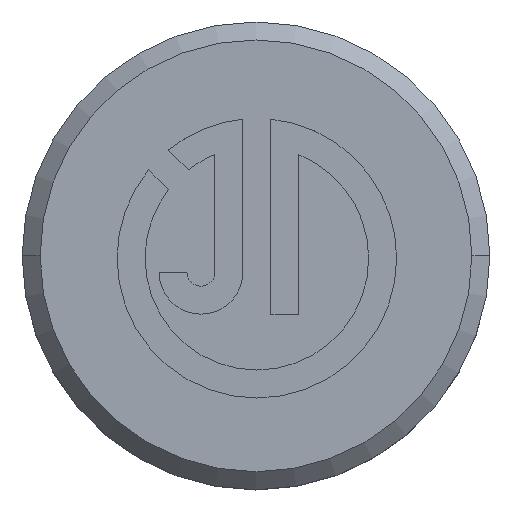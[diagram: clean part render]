
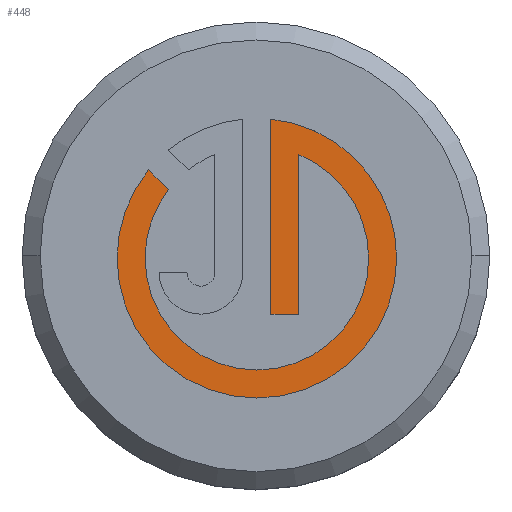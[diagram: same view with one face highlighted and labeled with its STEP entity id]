
A CAD part, top view. The second image highlights one B-rep face of the part: STEP entity #448.
In plain terms, the highlighted planar face has unit normal (0, 0, 1).
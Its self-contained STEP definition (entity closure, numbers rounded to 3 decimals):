
#1 = CARTESIAN_POINT ( 'NONE',  ( -3.86, -0.066, 69.9 ) ) ;
#25 = ORIENTED_EDGE ( 'NONE', *, *, #1772, .T. ) ;
#35 = CARTESIAN_POINT ( 'NONE',  ( 3.909, -0.066, 69.9 ) ) ;
#58 = AXIS2_PLACEMENT_3D ( 'NONE', #456, #1596, #621 ) ;
#81 = CARTESIAN_POINT ( 'NONE',  ( -2.431, 1.839, 69.9 ) ) ;
#115 = VERTEX_POINT ( 'NONE', #196 ) ;
#131 = VECTOR ( 'NONE', #903, 1000. ) ;
#170 = LINE ( 'NONE', #1930, #993 ) ;
#192 = AXIS2_PLACEMENT_3D ( 'NONE', #1528, #562, #1706 ) ;
#196 = CARTESIAN_POINT ( 'NONE',  ( -2.431, 1.839, 69.9 ) ) ;
#272 = CIRCLE ( 'NONE', #283, 3.885 ) ;
#283 = AXIS2_PLACEMENT_3D ( 'NONE', #303, #1433, #461 ) ;
#303 = CARTESIAN_POINT ( 'NONE',  ( 0.025, -0.066, 69.9 ) ) ;
#304 = VERTEX_POINT ( 'NONE', #35 ) ;
#309 = EDGE_CURVE ( 'NONE', #2078, #1171, #1006, .T. ) ;
#417 = ORIENTED_EDGE ( 'NONE', *, *, #1026, .T. ) ;
#428 = ORIENTED_EDGE ( 'NONE', *, *, #309, .T. ) ;
#448 = ADVANCED_FACE ( 'NONE', ( #749 ), #1437, .T. ) ;
#456 = CARTESIAN_POINT ( 'NONE',  ( 0.025, -0.066, 69.9 ) ) ;
#461 = DIRECTION ( 'NONE',  ( 1., 0., 0. ) ) ;
#463 = LINE ( 'NONE', #81, #1716 ) ;
#475 = EDGE_LOOP ( 'NONE', ( #1067, #1602, #417, #25, #428, #1213, #1064, #1760, #654, #1954 ) ) ;
#481 = EDGE_CURVE ( 'NONE', #1439, #878, #1494, .T. ) ;
#562 = DIRECTION ( 'NONE',  ( 0., 0., -1. ) ) ;
#564 = LINE ( 'NONE', #1369, #131 ) ;
#621 = DIRECTION ( 'NONE',  ( -1., 0., 0. ) ) ;
#624 = DIRECTION ( 'NONE',  ( 1., 0., 0. ) ) ;
#654 = ORIENTED_EDGE ( 'NONE', *, *, #1739, .T. ) ;
#726 = DIRECTION ( 'NONE',  ( 0., 0., -1. ) ) ;
#749 = FACE_OUTER_BOUND ( 'NONE', #475, .T. ) ;
#750 = DIRECTION ( 'NONE',  ( 0., 1., 0. ) ) ;
#755 = EDGE_CURVE ( 'NONE', #1171, #304, #2081, .T. ) ;
#774 = CARTESIAN_POINT ( 'NONE',  ( 1.19, 0., 69.9 ) ) ;
#788 = CIRCLE ( 'NONE', #2089, 3.108 ) ;
#805 = DIRECTION ( 'NONE',  ( 0., 0., 1. ) ) ;
#826 = VERTEX_POINT ( 'NONE', #1897 ) ;
#878 = VERTEX_POINT ( 'NONE', #1549 ) ;
#903 = DIRECTION ( 'NONE',  ( 1., 0., 0. ) ) ;
#917 = CARTESIAN_POINT ( 'NONE',  ( 0.025, -0.066, 69.9 ) ) ;
#993 = VECTOR ( 'NONE', #1777, 1000. ) ;
#1000 = VERTEX_POINT ( 'NONE', #1100 ) ;
#1006 = CIRCLE ( 'NONE', #1765, 3.885 ) ;
#1026 = EDGE_CURVE ( 'NONE', #1146, #115, #1569, .T. ) ;
#1047 = EDGE_CURVE ( 'NONE', #304, #1000, #272, .T. ) ;
#1064 = ORIENTED_EDGE ( 'NONE', *, *, #1047, .T. ) ;
#1067 = ORIENTED_EDGE ( 'NONE', *, *, #1617, .T. ) ;
#1074 = DIRECTION ( 'NONE',  ( 1., 0., 0. ) ) ;
#1077 = EDGE_CURVE ( 'NONE', #1000, #1663, #170, .T. ) ;
#1100 = CARTESIAN_POINT ( 'NONE',  ( 0.413, 3.799, 69.9 ) ) ;
#1146 = VERTEX_POINT ( 'NONE', #1948 ) ;
#1171 = VERTEX_POINT ( 'NONE', #1 ) ;
#1213 = ORIENTED_EDGE ( 'NONE', *, *, #755, .T. ) ;
#1278 = CARTESIAN_POINT ( 'NONE',  ( 0., 0., 69.9 ) ) ;
#1369 = CARTESIAN_POINT ( 'NONE',  ( 0., -1.62, 69.9 ) ) ;
#1377 = CARTESIAN_POINT ( 'NONE',  ( 1.19, -1.62, 69.9 ) ) ;
#1380 = AXIS2_PLACEMENT_3D ( 'NONE', #1278, #805, #624 ) ;
#1433 = DIRECTION ( 'NONE',  ( 0., 0., 1. ) ) ;
#1437 = PLANE ( 'NONE',  #1380 ) ;
#1439 = VERTEX_POINT ( 'NONE', #1377 ) ;
#1494 = LINE ( 'NONE', #774, #1889 ) ;
#1528 = CARTESIAN_POINT ( 'NONE',  ( 0.025, -0.066, 69.9 ) ) ;
#1547 = DIRECTION ( 'NONE',  ( -0.707, 0.707, 0. ) ) ;
#1549 = CARTESIAN_POINT ( 'NONE',  ( 1.19, 2.815, 69.9 ) ) ;
#1569 = CIRCLE ( 'NONE', #58, 3.108 ) ;
#1596 = DIRECTION ( 'NONE',  ( 0., 0., -1. ) ) ;
#1602 = ORIENTED_EDGE ( 'NONE', *, *, #1643, .T. ) ;
#1617 = EDGE_CURVE ( 'NONE', #878, #826, #788, .T. ) ;
#1643 = EDGE_CURVE ( 'NONE', #826, #1146, #2014, .T. ) ;
#1663 = VERTEX_POINT ( 'NONE', #1867 ) ;
#1698 = CARTESIAN_POINT ( 'NONE',  ( 0.025, -0.066, 69.9 ) ) ;
#1706 = DIRECTION ( 'NONE',  ( -1., 0., 0. ) ) ;
#1716 = VECTOR ( 'NONE', #1547, 1000. ) ;
#1739 = EDGE_CURVE ( 'NONE', #1663, #1439, #564, .T. ) ;
#1760 = ORIENTED_EDGE ( 'NONE', *, *, #1077, .T. ) ;
#1765 = AXIS2_PLACEMENT_3D ( 'NONE', #2048, #2039, #2031 ) ;
#1772 = EDGE_CURVE ( 'NONE', #115, #2078, #463, .T. ) ;
#1777 = DIRECTION ( 'NONE',  ( 0., -1., 0. ) ) ;
#1787 = AXIS2_PLACEMENT_3D ( 'NONE', #917, #2042, #1074 ) ;
#1818 = CARTESIAN_POINT ( 'NONE',  ( -2.983, 2.392, 69.9 ) ) ;
#1861 = DIRECTION ( 'NONE',  ( -1., 0., 0. ) ) ;
#1867 = CARTESIAN_POINT ( 'NONE',  ( 0.413, -1.62, 69.9 ) ) ;
#1889 = VECTOR ( 'NONE', #750, 1000. ) ;
#1897 = CARTESIAN_POINT ( 'NONE',  ( 3.132, -0.066, 69.9 ) ) ;
#1930 = CARTESIAN_POINT ( 'NONE',  ( 0.413, 0., 69.9 ) ) ;
#1948 = CARTESIAN_POINT ( 'NONE',  ( -3.083, -0.066, 69.9 ) ) ;
#1954 = ORIENTED_EDGE ( 'NONE', *, *, #481, .T. ) ;
#2014 = CIRCLE ( 'NONE', #192, 3.108 ) ;
#2031 = DIRECTION ( 'NONE',  ( 1., 0., 0. ) ) ;
#2039 = DIRECTION ( 'NONE',  ( 0., 0., 1. ) ) ;
#2042 = DIRECTION ( 'NONE',  ( 0., 0., 1. ) ) ;
#2048 = CARTESIAN_POINT ( 'NONE',  ( 0.025, -0.066, 69.9 ) ) ;
#2078 = VERTEX_POINT ( 'NONE', #1818 ) ;
#2081 = CIRCLE ( 'NONE', #1787, 3.885 ) ;
#2089 = AXIS2_PLACEMENT_3D ( 'NONE', #1698, #726, #1861 ) ;
